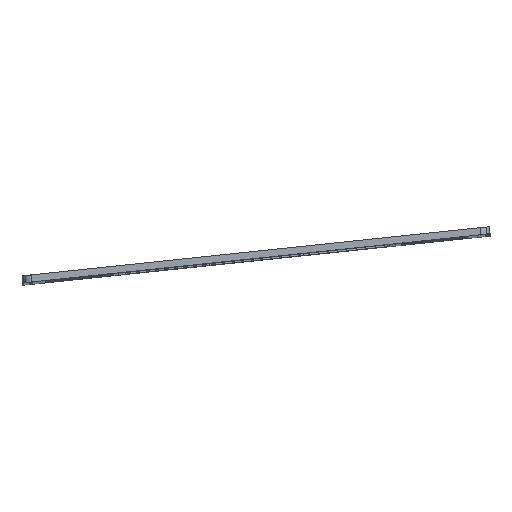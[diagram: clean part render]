
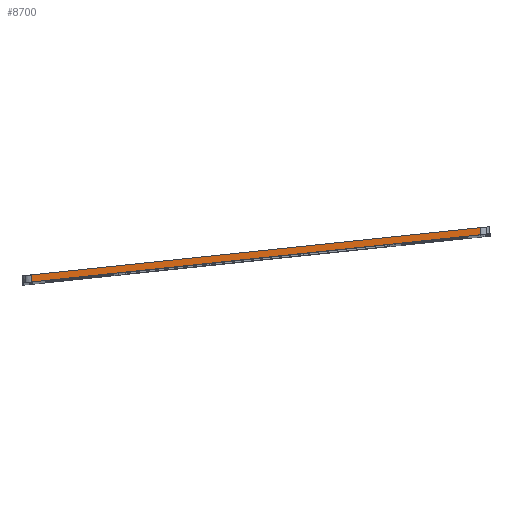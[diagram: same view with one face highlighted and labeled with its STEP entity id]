
A CAD part, top view. The second image highlights one B-rep face of the part: STEP entity #8700.
In plain terms, the highlighted planar face has unit normal (0, 0, 1).
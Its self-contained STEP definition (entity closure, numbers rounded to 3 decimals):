
#339=PLANE('',#9575);
#741=FACE_OUTER_BOUND('',#1258,.T.);
#1258=EDGE_LOOP('',(#7929,#7930,#7931,#7932));
#1364=LINE('',#12386,#2205);
#1586=LINE('',#13283,#2427);
#2101=LINE('',#14655,#2942);
#2102=LINE('',#14657,#2943);
#2205=VECTOR('',#9815,96.002);
#2427=VECTOR('',#10497,96.002);
#2942=VECTOR('',#12054,1.5);
#2943=VECTOR('',#12057,1.5);
#3491=VERTEX_POINT('',#12383);
#3492=VERTEX_POINT('',#12385);
#3936=VERTEX_POINT('',#13280);
#3937=VERTEX_POINT('',#13282);
#4371=EDGE_CURVE('',#3492,#3491,#1364,.T.);
#4821=EDGE_CURVE('',#3937,#3936,#1586,.T.);
#5509=EDGE_CURVE('',#3491,#3937,#2101,.T.);
#5510=EDGE_CURVE('',#3936,#3492,#2102,.T.);
#7929=ORIENTED_EDGE('',*,*,#5509,.T.);
#7930=ORIENTED_EDGE('',*,*,#4821,.T.);
#7931=ORIENTED_EDGE('',*,*,#5510,.T.);
#7932=ORIENTED_EDGE('',*,*,#4371,.T.);
#8700=ADVANCED_FACE('',(#741),#339,.T.);
#9575=AXIS2_PLACEMENT_3D('',#14656,#12055,#12056);
#9815=DIRECTION('',(-0.995,-0.105,0.));
#10497=DIRECTION('',(0.995,0.105,0.));
#12054=DIRECTION('',(0.104,-0.995,0.));
#12055=DIRECTION('center_axis',(0.,0.,1.));
#12056=DIRECTION('ref_axis',(1.,0.,0.));
#12057=DIRECTION('',(-0.105,0.995,0.));
#12383=CARTESIAN_POINT('',(5.802,10.571,291.6));
#12385=CARTESIAN_POINT('',(101.278,20.606,291.6));
#12386=CARTESIAN_POINT('',(101.278,20.606,291.6));
#13280=CARTESIAN_POINT('',(101.435,19.114,291.6));
#13282=CARTESIAN_POINT('',(5.958,9.079,291.6));
#13283=CARTESIAN_POINT('',(5.958,9.079,291.6));
#14655=CARTESIAN_POINT('',(5.802,10.571,291.6));
#14656=CARTESIAN_POINT('Origin',(53.618,14.843,291.6));
#14657=CARTESIAN_POINT('',(101.435,19.114,291.6));
